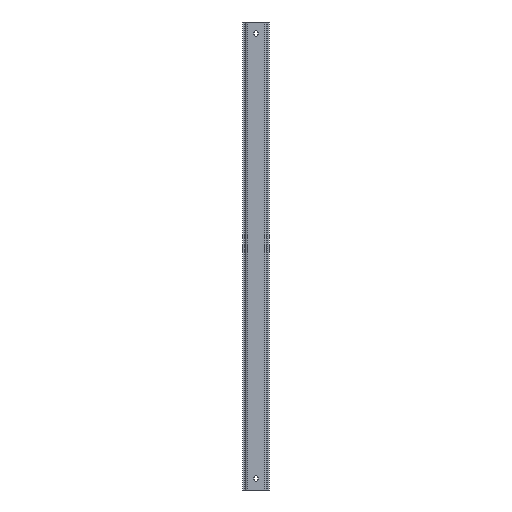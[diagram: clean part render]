
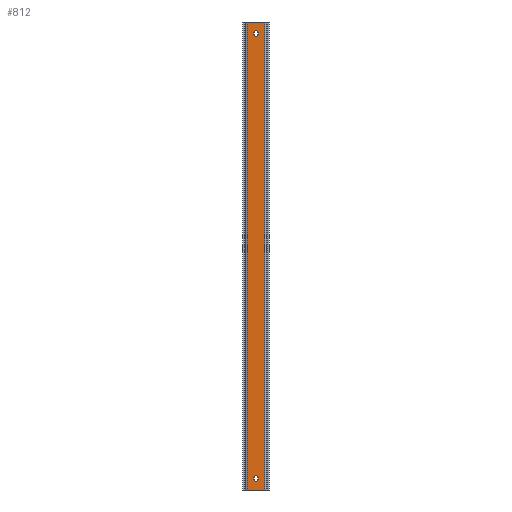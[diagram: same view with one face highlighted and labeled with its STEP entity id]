
A CAD part, left-side view. The second image highlights one B-rep face of the part: STEP entity #812.
In plain terms, the highlighted planar face has unit normal (-1, 0, 0).
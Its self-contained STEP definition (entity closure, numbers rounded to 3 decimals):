
#127=DIRECTION('',(0.,0.,-1.));
#128=VECTOR('',#127,610.);
#129=CARTESIAN_POINT('',(0.,-11.5,305.));
#130=LINE('',#129,#128);
#145=DIRECTION('',(0.,-1.,0.));
#146=VECTOR('',#145,23.);
#147=CARTESIAN_POINT('',(0.,11.5,305.));
#148=LINE('',#147,#146);
#157=DIRECTION('',(0.,0.,-1.));
#158=VECTOR('',#157,610.);
#159=CARTESIAN_POINT('',(0.,11.5,305.));
#160=LINE('',#159,#158);
#161=DIRECTION('',(0.,0.,1.));
#162=VECTOR('',#161,1.5);
#163=CARTESIAN_POINT('',(0.,-2.75,-290.75));
#164=LINE('',#163,#162);
#165=CARTESIAN_POINT('',(0.,0.,-289.25));
#166=DIRECTION('',(1.,0.,0.));
#167=DIRECTION('',(0.,1.,0.));
#168=AXIS2_PLACEMENT_3D('',#165,#166,#167);
#170=DIRECTION('',(0.,0.,-1.));
#171=VECTOR('',#170,1.5);
#172=CARTESIAN_POINT('',(0.,2.75,-289.25));
#173=LINE('',#172,#171);
#174=CARTESIAN_POINT('',(0.,0.,-290.75));
#175=DIRECTION('',(1.,0.,0.));
#176=DIRECTION('',(0.,-1.,0.));
#177=AXIS2_PLACEMENT_3D('',#174,#175,#176);
#179=DIRECTION('',(0.,0.,-1.));
#180=VECTOR('',#179,1.5);
#181=CARTESIAN_POINT('',(0.,2.75,290.75));
#182=LINE('',#181,#180);
#183=CARTESIAN_POINT('',(0.,0.,289.25));
#184=DIRECTION('',(1.,0.,0.));
#185=DIRECTION('',(0.,-1.,0.));
#186=AXIS2_PLACEMENT_3D('',#183,#184,#185);
#188=DIRECTION('',(0.,0.,1.));
#189=VECTOR('',#188,1.5);
#190=CARTESIAN_POINT('',(0.,-2.75,289.25));
#191=LINE('',#190,#189);
#192=CARTESIAN_POINT('',(0.,0.,290.75));
#193=DIRECTION('',(1.,0.,0.));
#194=DIRECTION('',(0.,1.,0.));
#195=AXIS2_PLACEMENT_3D('',#192,#193,#194);
#197=DIRECTION('',(0.,-1.,0.));
#198=VECTOR('',#197,23.);
#199=CARTESIAN_POINT('',(0.,11.5,-305.));
#200=LINE('',#199,#198);
#433=CARTESIAN_POINT('',(0.,11.5,305.));
#434=VERTEX_POINT('',#433);
#435=CARTESIAN_POINT('',(0.,-11.5,305.));
#436=VERTEX_POINT('',#435);
#453=CARTESIAN_POINT('',(0.,11.5,-305.));
#454=VERTEX_POINT('',#453);
#455=CARTESIAN_POINT('',(0.,-11.5,-305.));
#456=VERTEX_POINT('',#455);
#521=CARTESIAN_POINT('',(0.,2.75,290.75));
#522=CARTESIAN_POINT('',(0.,2.75,289.25));
#523=VERTEX_POINT('',#521);
#524=VERTEX_POINT('',#522);
#525=CARTESIAN_POINT('',(0.,-2.75,289.25));
#526=VERTEX_POINT('',#525);
#527=CARTESIAN_POINT('',(0.,-2.75,290.75));
#528=VERTEX_POINT('',#527);
#529=CARTESIAN_POINT('',(0.,-2.75,-290.75));
#530=CARTESIAN_POINT('',(0.,-2.75,-289.25));
#531=VERTEX_POINT('',#529);
#532=VERTEX_POINT('',#530);
#533=CARTESIAN_POINT('',(0.,2.75,-289.25));
#534=VERTEX_POINT('',#533);
#535=CARTESIAN_POINT('',(0.,2.75,-290.75));
#536=VERTEX_POINT('',#535);
#779=CARTESIAN_POINT('',(0.,11.5,305.));
#780=DIRECTION('',(-1.,0.,0.));
#781=DIRECTION('',(0.,-1.,0.));
#782=AXIS2_PLACEMENT_3D('',#779,#780,#781);
#783=PLANE('',#782);
#784=ORIENTED_EDGE('',*,*,#769,.T.);
#785=ORIENTED_EDGE('',*,*,#745,.T.);
#787=ORIENTED_EDGE('',*,*,#786,.F.);
#789=ORIENTED_EDGE('',*,*,#788,.F.);
#790=EDGE_LOOP('',(#784,#785,#787,#789));
#791=FACE_OUTER_BOUND('',#790,.F.);
#793=ORIENTED_EDGE('',*,*,#792,.T.);
#795=ORIENTED_EDGE('',*,*,#794,.F.);
#797=ORIENTED_EDGE('',*,*,#796,.T.);
#799=ORIENTED_EDGE('',*,*,#798,.F.);
#800=EDGE_LOOP('',(#793,#795,#797,#799));
#801=FACE_BOUND('',#800,.F.);
#803=ORIENTED_EDGE('',*,*,#802,.T.);
#805=ORIENTED_EDGE('',*,*,#804,.F.);
#807=ORIENTED_EDGE('',*,*,#806,.T.);
#809=ORIENTED_EDGE('',*,*,#808,.F.);
#810=EDGE_LOOP('',(#803,#805,#807,#809));
#811=FACE_BOUND('',#810,.F.);
#812=ADVANCED_FACE('',(#791,#801,#811),#783,.T.);
#169=CIRCLE('',#168,2.75);
#178=CIRCLE('',#177,2.75);
#187=CIRCLE('',#186,2.75);
#196=CIRCLE('',#195,2.75);
#745=EDGE_CURVE('',#436,#456,#130,.T.);
#769=EDGE_CURVE('',#434,#436,#148,.T.);
#786=EDGE_CURVE('',#454,#456,#200,.T.);
#788=EDGE_CURVE('',#434,#454,#160,.T.);
#792=EDGE_CURVE('',#531,#532,#164,.T.);
#794=EDGE_CURVE('',#534,#532,#169,.T.);
#796=EDGE_CURVE('',#534,#536,#173,.T.);
#798=EDGE_CURVE('',#531,#536,#178,.T.);
#802=EDGE_CURVE('',#523,#524,#182,.T.);
#804=EDGE_CURVE('',#526,#524,#187,.T.);
#806=EDGE_CURVE('',#526,#528,#191,.T.);
#808=EDGE_CURVE('',#523,#528,#196,.T.);
